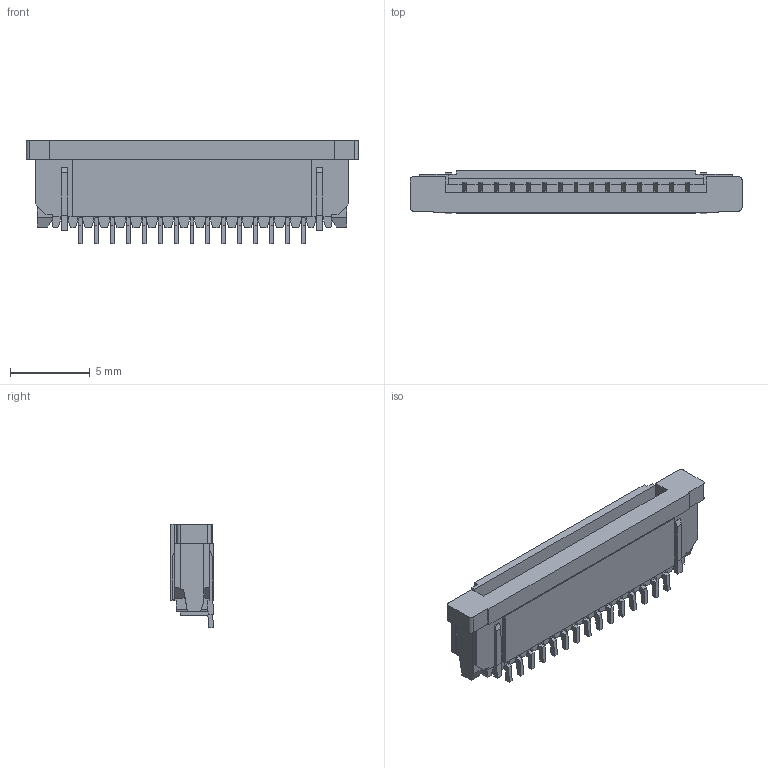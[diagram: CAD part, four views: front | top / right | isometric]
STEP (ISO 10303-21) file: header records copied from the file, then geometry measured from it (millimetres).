
FILE_DESCRIPTION (( 'STEP AP214' ), '1' );
FILE_NAME ('SFW15R-2STE1LF.STEP', '2023-04-26T11:47:22', ( '' ), ( '' ), 'SwSTEP 2.0', 'SolidWorks 2021', '' );
FILE_SCHEMA (( 'AUTOMOTIVE_DESIGN' ));
Length unit declared in the file: millimetre
Products named in the file (2): SFW15R-2STE1LF; SFW15R-2STE1LF--3DModel-STEP-533217
Assembly tree (1 placements, depth 2):
  SFW15R-2STE1LF
    SFW15R-2STE1LF--3DModel-STEP-533217
Bounding box: 20.8 x 2.7 x 6.5 mm (x, y, z)
Volume: 231.6 mm3; surface area: 631.9 mm2
Topology: 1 solids, 1 shells, 582 faces, 1725 edges, 1146 vertices
Faces by surface type: plane 578, cylinder 4
Entity records: 19240 total; most frequent: CARTESIAN_POINT 3624, ORIENTED_EDGE 3450, DIRECTION 2856, EDGE_CURVE 1725, VECTOR 1668, LINE 1668, VERTEX_POINT 1146, EDGE_LOOP 615
